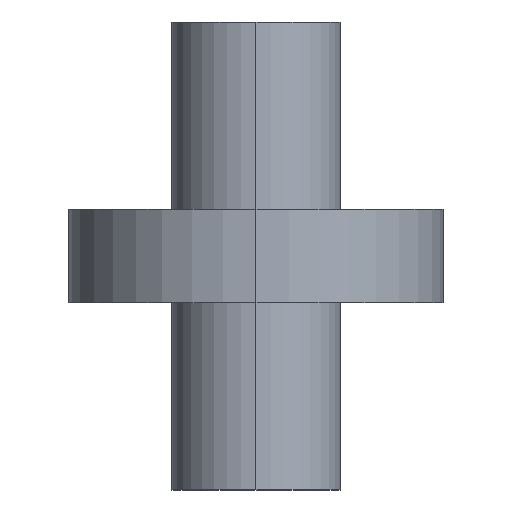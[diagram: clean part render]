
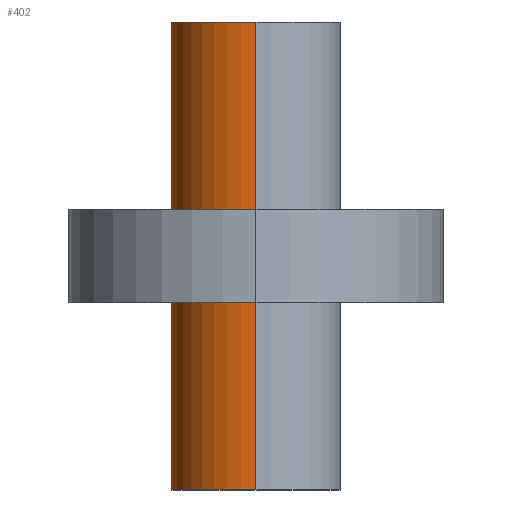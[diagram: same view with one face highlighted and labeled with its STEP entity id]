
A CAD part, left-side view. The second image highlights one B-rep face of the part: STEP entity #402.
In plain terms, the highlighted cylindrical face has radius 4.5 mm (diameter 9 mm), a partial arc.
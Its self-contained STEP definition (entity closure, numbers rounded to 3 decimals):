
#3 = ORIENTED_EDGE ( 'NONE', *, *, #308, .T. ) ;
#37 = DIRECTION ( 'NONE',  ( 0., 0., -1. ) ) ;
#46 = FACE_OUTER_BOUND ( 'NONE', #132, .T. ) ;
#73 = LINE ( 'NONE', #220, #442 ) ;
#76 = VERTEX_POINT ( 'NONE', #163 ) ;
#92 = EDGE_CURVE ( 'NONE', #221, #249, #73, .T. ) ;
#94 = CARTESIAN_POINT ( 'NONE',  ( 0., 0., 12.5 ) ) ;
#132 = EDGE_LOOP ( 'NONE', ( #3, #203, #239, #200 ) ) ;
#138 = DIRECTION ( 'NONE',  ( 0., 0., -1. ) ) ;
#140 = LINE ( 'NONE', #228, #433 ) ;
#141 = DIRECTION ( 'NONE',  ( -1., 0., 0. ) ) ;
#157 = CIRCLE ( 'NONE', #490, 4.5 ) ;
#163 = CARTESIAN_POINT ( 'NONE',  ( -4.5, 0., -12.5 ) ) ;
#200 = ORIENTED_EDGE ( 'NONE', *, *, #254, .F. ) ;
#203 = ORIENTED_EDGE ( 'NONE', *, *, #92, .T. ) ;
#220 = CARTESIAN_POINT ( 'NONE',  ( 4.5, 0., 12.5 ) ) ;
#221 = VERTEX_POINT ( 'NONE', #365 ) ;
#227 = DIRECTION ( 'NONE',  ( -1., 0., 0. ) ) ;
#228 = CARTESIAN_POINT ( 'NONE',  ( -4.5, 0., 12.5 ) ) ;
#239 = ORIENTED_EDGE ( 'NONE', *, *, #301, .F. ) ;
#249 = VERTEX_POINT ( 'NONE', #543 ) ;
#254 = EDGE_CURVE ( 'NONE', #426, #76, #140, .T. ) ;
#259 = DIRECTION ( 'NONE',  ( 0., 0., -1. ) ) ;
#285 = AXIS2_PLACEMENT_3D ( 'NONE', #94, #138, #141 ) ;
#287 = DIRECTION ( 'NONE',  ( 0., 0., -1. ) ) ;
#301 = EDGE_CURVE ( 'NONE', #76, #249, #157, .T. ) ;
#308 = EDGE_CURVE ( 'NONE', #426, #221, #538, .T. ) ;
#327 = CARTESIAN_POINT ( 'NONE',  ( 0., 0., -12.5 ) ) ;
#365 = CARTESIAN_POINT ( 'NONE',  ( 4.5, 0., 12.5 ) ) ;
#402 = ADVANCED_FACE ( 'NONE', ( #46 ), #406, .T. ) ;
#406 = CYLINDRICAL_SURFACE ( 'NONE', #585, 4.5 ) ;
#417 = CARTESIAN_POINT ( 'NONE',  ( -4.5, 0., 12.5 ) ) ;
#426 = VERTEX_POINT ( 'NONE', #417 ) ;
#433 = VECTOR ( 'NONE', #500, 1000. ) ;
#442 = VECTOR ( 'NONE', #259, 1000. ) ;
#490 = AXIS2_PLACEMENT_3D ( 'NONE', #327, #37, #227 ) ;
#500 = DIRECTION ( 'NONE',  ( 0., 0., -1. ) ) ;
#538 = CIRCLE ( 'NONE', #285, 4.5 ) ;
#543 = CARTESIAN_POINT ( 'NONE',  ( 4.5, 0., -12.5 ) ) ;
#544 = CARTESIAN_POINT ( 'NONE',  ( 0., 0., 12.5 ) ) ;
#585 = AXIS2_PLACEMENT_3D ( 'NONE', #544, #287, #587 ) ;
#587 = DIRECTION ( 'NONE',  ( -1., 0., 0. ) ) ;
